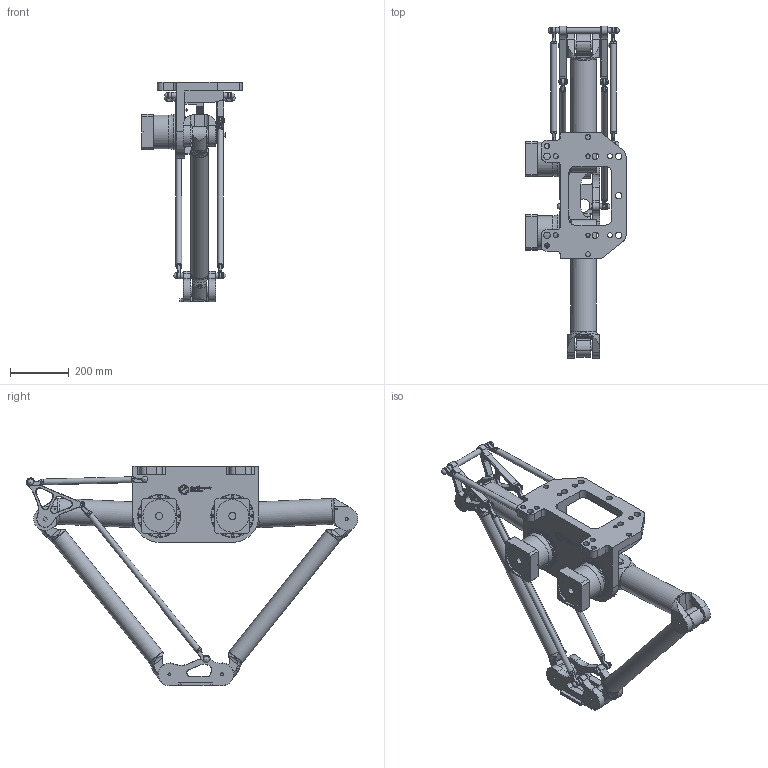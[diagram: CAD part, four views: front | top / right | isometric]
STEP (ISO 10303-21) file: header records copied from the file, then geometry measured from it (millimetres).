
FILE_DESCRIPTION(/* description */ (''),/* implementation_level */ '2;1');
FILE_NAME(/* name */ '3D-model_A_00911.stp',/* time_stamp */ '2022-02-19T10:50:56+01:00',/* author */ ('michael.schutter'),/* organization */ ('Majatronic'),/* preprocessor_version */ 'ST-DEVELOPER v16.5',/* originating_system */ 'Autodesk Inventor 2017',/* authorisation */ '');
FILE_SCHEMA (('AUTOMOTIVE_DESIGN { 1 0 10303 214 3 1 1 }'));
Length unit declared in the file: millimetre
Products named in the file (10): MT_BGR00021774MT_BGR; MT_WST00065198MT_WST; MT_WST00055121MT_WST; MT_WST00065780MT_WST; MT_WST00065781MT_WST; MT_WST00065790MT_WST; MT_WST00065199MT_WST; MT_WST00060925MT_WST; MT_WST00065782MT_WST; MT_WST00065791MT_WST
Assembly tree (13 placements, depth 2):
  MT_BGR00021774MT_BGR
    MT_WST00065198MT_WST
    MT_WST00055121MT_WST  x2
    MT_WST00065780MT_WST
    MT_WST00065781MT_WST
    MT_WST00065790MT_WST  x2
    MT_WST00065199MT_WST
    MT_WST00060925MT_WST
    MT_WST00065791MT_WST  x2
    MT_WST00065782MT_WST  x2
Bounding box: 342 x 1133.71 x 750 mm (x, y, z)
Volume: 20349844.6 mm3; surface area: 1742346 mm2
Topology: 14 solids, 15 shells, 2015 faces, 4674 edges, 2970 vertices
Faces by surface type: plane 952, cylinder 654, cone 301, torus 78, bspline 24, sphere 6
Full cylindrical faces by diameter (mm): 4.134 x32, 4.917 x12, 5 x32, 6 x1, 6.647 x6, 8 x2, 8.2 x24, 8.5 x32, 10 x36, 10.106 x1, 12 x5, 13 x24, 15 x4, 17.294 x8, 18 x16, 19.98 x8, 20 x26, 22 x7, 24 x2, 25 x2, 32 x8, 40 x2, 45 x1, 59.98 x4, 60 x6, 80 x4, 85 x2, 88 x2, 110 x4, 111 x2
Entity records: 49440 total; most frequent: CARTESIAN_POINT 12269, DIRECTION 7784, ORIENTED_EDGE 6766, EDGE_CURVE 3382, AXIS2_PLACEMENT_3D 2934, VERTEX_POINT 2337, EDGE_LOOP 2199, LINE 1916
